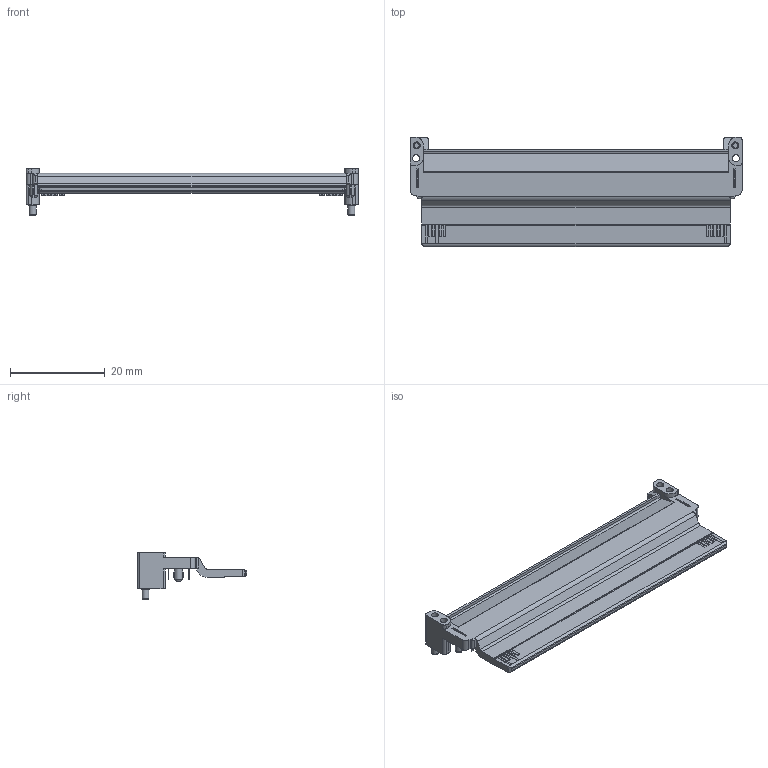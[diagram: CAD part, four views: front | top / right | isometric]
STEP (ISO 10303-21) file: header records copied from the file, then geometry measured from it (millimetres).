
FILE_DESCRIPTION(/* description */ (''),/* implementation_level */ '2;1');
FILE_NAME(/* name */ 'ITB_16241701301000.stp',/* time_stamp */ '2016-05-17T17:13:46+02:00',/* author */ ('riccim'),/* organization */ (''),/* preprocessor_version */ 'ST-DEVELOPER v15.5',/* originating_system */ 'AutoCAD Mechanical',/* authorisation */ '');
FILE_SCHEMA (('AUTOMOTIVE_DESIGN { 1 0 10303 214 3 1 1 }'));
Length unit declared in the file: millimetre
Products named in the file (1): Product
Bounding box: 69.9 x 23 x 9.82 mm (x, y, z)
Volume: 2545.4 mm3; surface area: 3985.4 mm2
Topology: 76 solids, 76 shells, 784 faces, 1931 edges, 1326 vertices
Faces by surface type: plane 576, cylinder 198, torus 6, cone 4
Full cylindrical faces by diameter (mm): 1.45 x2, 1.47 x2, 1.5 x2, 1.75 x2
Entity records: 23230 total; most frequent: CARTESIAN_POINT 4144, DIRECTION 3881, ORIENTED_EDGE 3834, EDGE_CURVE 1917, LINE 1475, VECTOR 1475, VERTEX_POINT 1326, AXIS2_PLACEMENT_3D 1203
